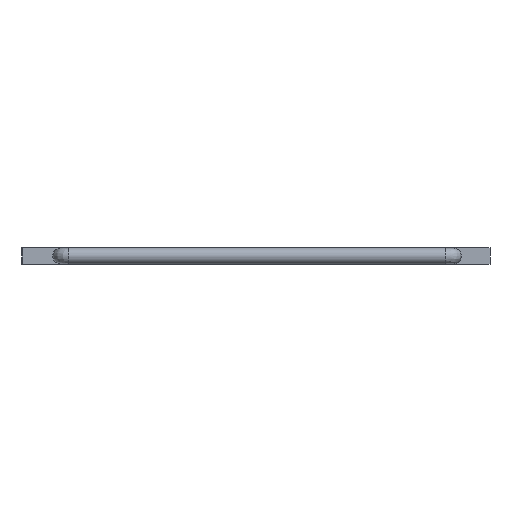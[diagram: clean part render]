
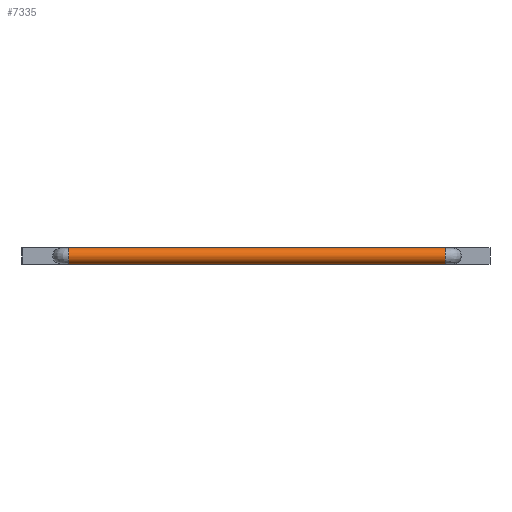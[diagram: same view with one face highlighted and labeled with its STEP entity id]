
A CAD part, front view. The second image highlights one B-rep face of the part: STEP entity #7335.
In plain terms, the highlighted cylindrical face has radius 1 mm (diameter 2 mm), a partial arc.
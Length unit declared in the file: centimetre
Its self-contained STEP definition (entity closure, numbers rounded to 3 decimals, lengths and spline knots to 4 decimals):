
#93=CIRCLE($,#7528,0.1);
#95=CIRCLE($,#7531,0.1);
#107=CYLINDRICAL_SURFACE($,#7530,0.1);
#1380=FACE_OUTER_BOUND($,#1822,.T.);
#1822=EDGE_LOOP($,(#6373,#6374,#6375,#6376));
#2285=LINE($,#12858,#2743);
#2292=LINE($,#12898,#2750);
#2743=VECTOR($,#8018,4.7);
#2750=VECTOR($,#8045,4.7);
#3405=VERTEX_POINT($,#12856);
#3406=VERTEX_POINT($,#12857);
#3413=VERTEX_POINT($,#12892);
#3414=VERTEX_POINT($,#12896);
#4425=EDGE_CURVE($,#3405,#3406,#2285,.T.);
#4436=EDGE_CURVE($,#3405,#3413,#93,.T.);
#4438=EDGE_CURVE($,#3406,#3414,#95,.T.);
#4439=EDGE_CURVE($,#3414,#3413,#2292,.T.);
#6373=ORIENTED_EDGE($,*,*,#4438,.T.);
#6374=ORIENTED_EDGE($,*,*,#4439,.T.);
#6375=ORIENTED_EDGE($,*,*,#4436,.F.);
#6376=ORIENTED_EDGE($,*,*,#4425,.T.);
#7335=ADVANCED_FACE($,(#1380),#107,.T.);
#7528=AXIS2_PLACEMENT_3D($,#12893,#8037,#8038);
#7530=AXIS2_PLACEMENT_3D($,#12895,#8041,#8042);
#7531=AXIS2_PLACEMENT_3D($,#12897,#8043,#8044);
#8018=DIRECTION($,(1.,0.,0.));
#8037=DIRECTION('center_axis',(-1.,0.,0.));
#8038=DIRECTION('ref_axis',(0.,-1.,0.));
#8041=DIRECTION('center_axis',(1.,0.,0.));
#8042=DIRECTION('ref_axis',(0.,-0.707,0.707));
#8043=DIRECTION('center_axis',(-1.,0.,0.));
#8044=DIRECTION('ref_axis',(0.,-1.,0.));
#8045=DIRECTION($,(-1.,0.,0.));
#12856=CARTESIAN_POINT('',(0.5,-1.35,0.));
#12857=CARTESIAN_POINT('',(5.2,-1.35,0.));
#12858=CARTESIAN_POINT($,(3.2,-1.35,0.));
#12892=CARTESIAN_POINT('',(0.5,-1.35,0.2));
#12893=CARTESIAN_POINT('Origin',(0.5,-1.35,0.1));
#12895=CARTESIAN_POINT('Origin',(3.2,-1.35,0.1));
#12896=CARTESIAN_POINT('',(5.2,-1.35,0.2));
#12897=CARTESIAN_POINT('Origin',(5.2,-1.35,0.1));
#12898=CARTESIAN_POINT($,(3.2,-1.35,0.2));
